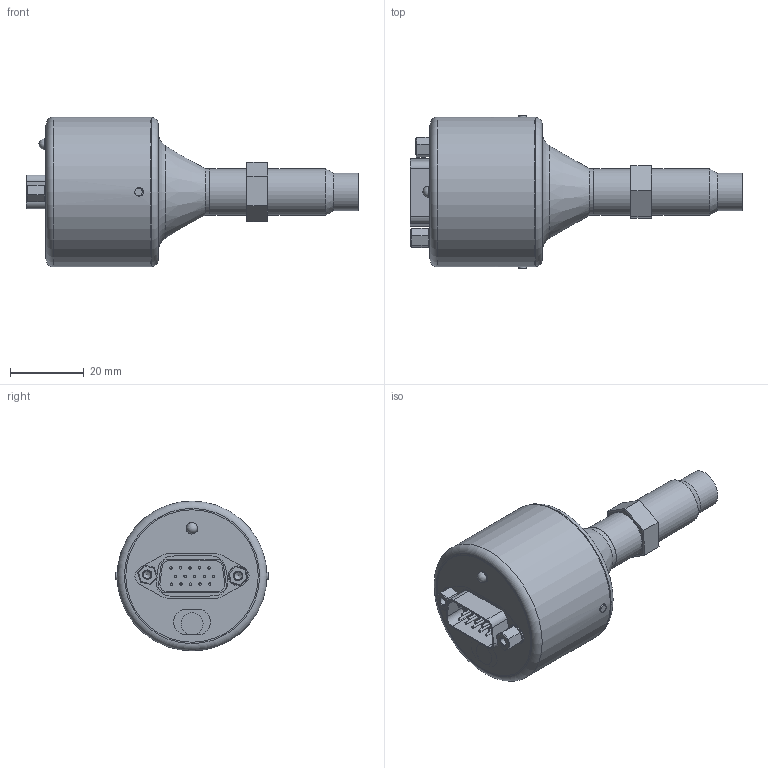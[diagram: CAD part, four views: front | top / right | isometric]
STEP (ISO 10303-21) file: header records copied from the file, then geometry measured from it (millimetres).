
FILE_DESCRIPTION((''),'2;1');
FILE_NAME('902B-NPT-ASSEMBLY.stp','2014-09-02T14:06:37',('HeibyJa'),(''),'Autodesk Inventor 2013','Autodesk Inventor 2013','');
FILE_SCHEMA(('AUTOMOTIVE_DESIGN { 1 0 10303 214 1 1 1 1 }'));
Products named in the file (11): 902B-NPT-ASSEMBLY; 100013962; 100013958; 100013960; 100017070; 100017582; 100017584; 100017625; 100013909; 100013116; 100013119
Assembly tree (12 placements, depth 3):
  902B-NPT-ASSEMBLY
    100013962
      100013958
      100013960
    100017070  x2
    100017582
      100017584
      100017625
    100013909  x2
    100013116
    100013119
Bounding box: 90.28 x 41.6 x 40.75 mm (x, y, z)
Volume: 18740.6 mm3; surface area: 21703.1 mm2
Topology: 10 solids, 10 shells, 445 faces, 963 edges, 576 vertices
Faces by surface type: plane 270, cylinder 156, cone 14, torus 4, sphere 1
Full cylindrical faces by diameter (mm): 0.65 x30, 1.567 x3, 2.05 x4, 2.156 x4, 2.301 x2, 2.7 x2, 2.997 x1, 3 x3, 3.175 x2, 3.2 x1, 3.45 x2, 3.5 x2, 5.4 x2, 5.563 x1, 6 x1, 10.1 x1, 10.16 x1, 10.287 x1, 12.7 x3, 18.6 x1, 19 x1, 36 x1, 38 x1, 39.6 x2, 39.75 x1, 40.6 x1, 40.75 x1
Entity records: 9922 total; most frequent: CARTESIAN_POINT 1741, DIRECTION 1721, ORIENTED_EDGE 1366, EDGE_CURVE 683, AXIS2_PLACEMENT_3D 662, EDGE_LOOP 529, VERTEX_POINT 472, VECTOR 397
